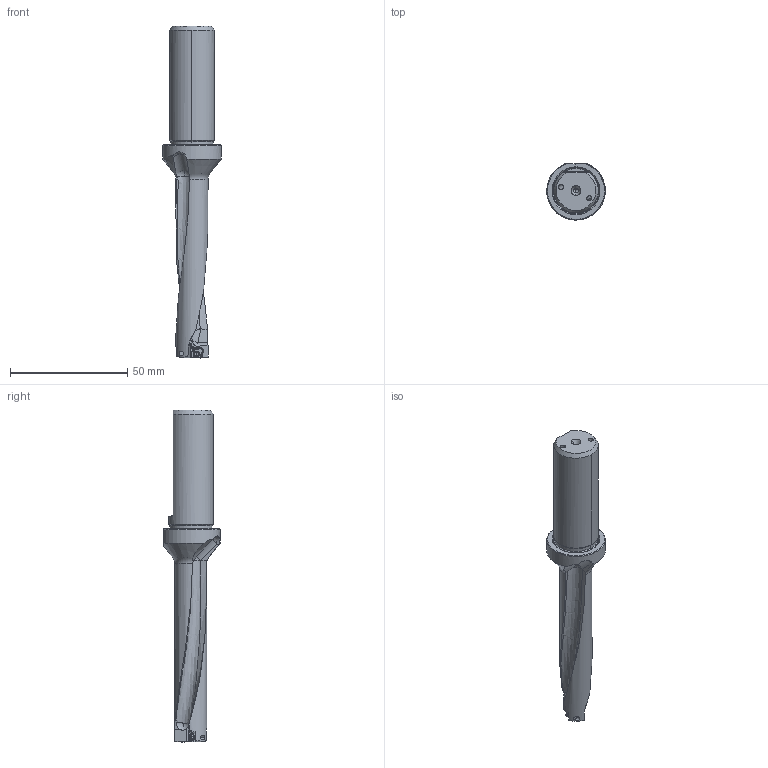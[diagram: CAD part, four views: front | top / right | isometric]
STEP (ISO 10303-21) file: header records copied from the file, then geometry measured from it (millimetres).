
FILE_DESCRIPTION((''),'2;1');
FILE_NAME('MVX0562X5F075_ASM','2023-07-18T11:19:24',('tlyae014'),('PTC Japan'),'CREO PARAMETRIC BY PTC INC, 2021424','CREO PARAMETRIC BY PTC INC, 2021424','');
FILE_SCHEMA(('AUTOMOTIVE_DESIGN { 1 0 10303 214 1 1 1 1 }'));
Length unit declared in the file: millimetre
Products named in the file (4): MVX0562X5F075; TPS20-1_1; TPS20-1_2; MVX0562X5F075_ASM
Assembly tree (3 placements, depth 2):
  MVX0562X5F075_ASM
    MVX0562X5F075
    TPS20-1_1
    TPS20-1_2
Bounding box: 25 x 24 x 141.74 mm (x, y, z)
Volume: 22713.8 mm3; surface area: 10426.5 mm2
Topology: 3 solids, 3 shells, 291 faces, 844 edges, 542 vertices
Faces by surface type: cylinder 124, plane 85, cone 32, torus 22, sphere 16, bspline 10, extrusion 2
Entity records: 18263 total; most frequent: CARTESIAN_POINT 6152, ORIENTED_EDGE 1652, DIRECTION 1425, PRESENTATION_STYLE_ASSIGNMENT 1127, STYLED_ITEM 1127, CURVE_STYLE 833, EDGE_CURVE 826, AXIS2_PLACEMENT_3D 561
